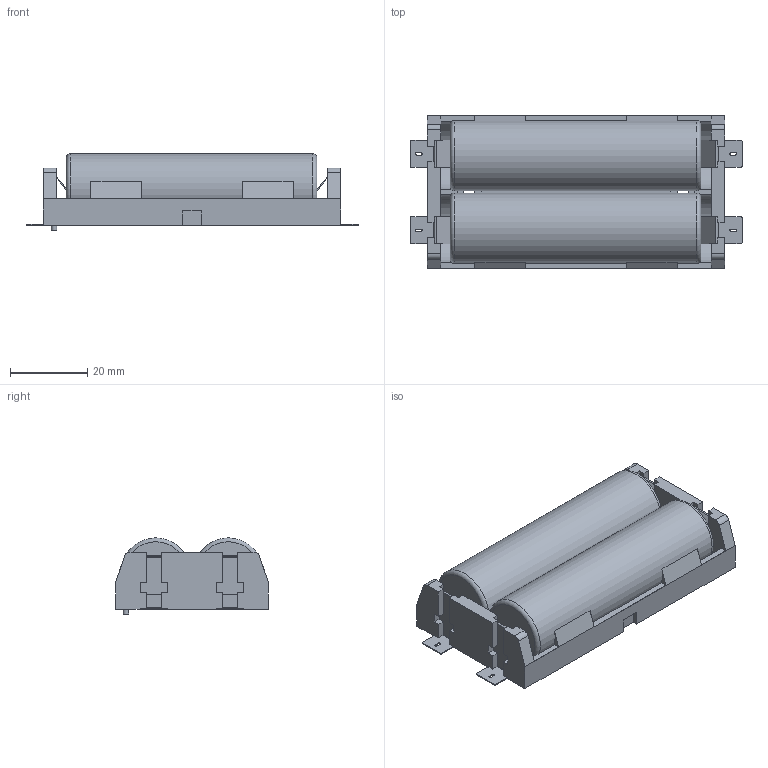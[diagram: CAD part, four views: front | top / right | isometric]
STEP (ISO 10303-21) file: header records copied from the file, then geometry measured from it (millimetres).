
FILE_DESCRIPTION(/* description */ (''),/* implementation_level */ '2;1');
FILE_NAME(/* name */ 'BLM-18650SMT-2.step',/* time_stamp */ '2020-11-12T19:06:09-06:00',/* author */ (''),/* organization */ (''),/* preprocessor_version */ 'ST-DEVELOPER v18.1',/* originating_system */ 'Autodesk Translation Framework v9.3.0.1241',/* authorisation */ '');
FILE_SCHEMA (('AUTOMOTIVE_DESIGN { 1 0 10303 214 3 1 1 }'));
Length unit declared in the file: millimetre
Products named in the file (4): BLM-18650SMT-2_Model; Tray Body; Tabs; Batteries
Assembly tree (3 placements, depth 2):
  BLM-18650SMT-2_Model
    Tray Body
    Tabs
    Batteries
Bounding box: 86.14 x 39.66 x 19.77 mm (x, y, z)
Volume: 44130.5 mm3; surface area: 20806.5 mm2
Topology: 7 solids, 7 shells, 397 faces, 1103 edges, 730 vertices
Faces by surface type: plane 300, cylinder 67, bspline 26, torus 4
Full cylindrical faces by diameter (mm): 1.5 x1, 3 x2, 18.25 x2
Entity records: 12998 total; most frequent: CARTESIAN_POINT 2680, ORIENTED_EDGE 2206, DIRECTION 1971, EDGE_CURVE 1103, LINE 889, VECTOR 889, VERTEX_POINT 730, AXIS2_PLACEMENT_3D 541
